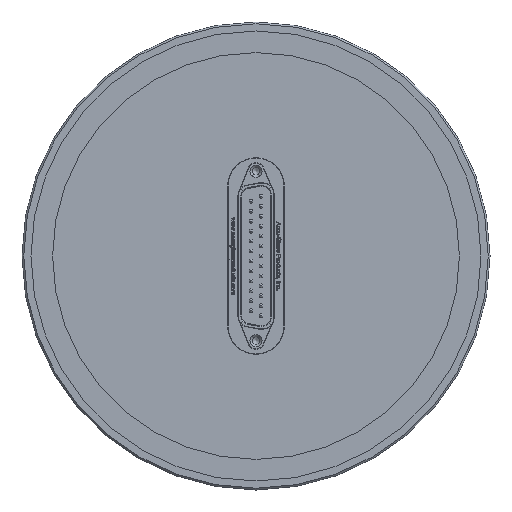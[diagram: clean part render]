
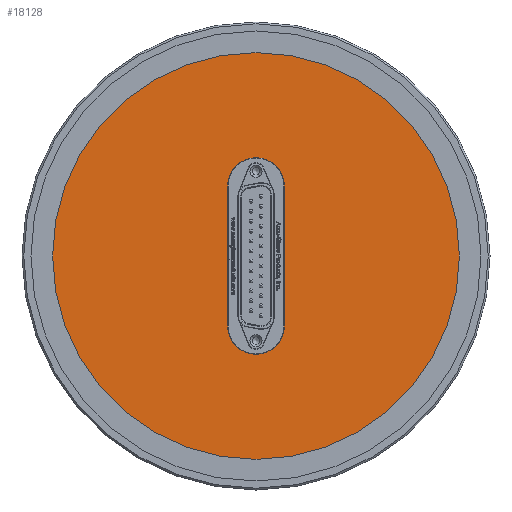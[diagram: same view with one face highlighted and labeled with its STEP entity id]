
A CAD part, left-side view. The second image highlights one B-rep face of the part: STEP entity #18128.
In plain terms, the highlighted planar face has unit normal (-1, 0, 0).
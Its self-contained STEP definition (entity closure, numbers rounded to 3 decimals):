
#1591=FACE_BOUND('',#3352,.T.);
#1811=CIRCLE('',#19225,7.874);
#1813=CIRCLE('',#19229,7.874);
#1825=CIRCLE('',#19251,56.5);
#2261=FACE_OUTER_BOUND('',#3351,.T.);
#3351=EDGE_LOOP('',(#12151));
#3352=EDGE_LOOP('',(#12152,#12153,#12154,#12155));
#4599=LINE('',#23367,#6013);
#4604=LINE('',#23381,#6018);
#6013=VECTOR('',#20136,10.);
#6018=VECTOR('',#20149,10.);
#7427=VERTEX_POINT('',#23365);
#7428=VERTEX_POINT('',#23366);
#7431=VERTEX_POINT('',#23374);
#7433=VERTEX_POINT('',#23380);
#7445=VERTEX_POINT('',#23418);
#9328=EDGE_CURVE('',#7427,#7428,#4599,.T.);
#9332=EDGE_CURVE('',#7428,#7431,#1811,.T.);
#9335=EDGE_CURVE('',#7431,#7433,#4604,.T.);
#9338=EDGE_CURVE('',#7433,#7427,#1813,.T.);
#9350=EDGE_CURVE('',#7445,#7445,#1825,.T.);
#12151=ORIENTED_EDGE('',*,*,#9350,.T.);
#12152=ORIENTED_EDGE('',*,*,#9335,.T.);
#12153=ORIENTED_EDGE('',*,*,#9338,.T.);
#12154=ORIENTED_EDGE('',*,*,#9328,.T.);
#12155=ORIENTED_EDGE('',*,*,#9332,.T.);
#17694=PLANE('',#19252);
#18128=ADVANCED_FACE('',(#2261,#1591),#17694,.T.);
#19225=AXIS2_PLACEMENT_3D('',#23375,#20142,#20143);
#19229=AXIS2_PLACEMENT_3D('',#23386,#20154,#20155);
#19251=AXIS2_PLACEMENT_3D('',#23419,#20198,#20199);
#19252=AXIS2_PLACEMENT_3D('',#23420,#20200,#20201);
#20136=DIRECTION('',(0.,0.,-1.));
#20142=DIRECTION('center_axis',(1.,0.,0.));
#20143=DIRECTION('ref_axis',(0.,1.,0.));
#20149=DIRECTION('',(0.,0.,1.));
#20154=DIRECTION('center_axis',(1.,0.,0.));
#20155=DIRECTION('ref_axis',(0.,-1.,0.));
#20198=DIRECTION('center_axis',(-1.,0.,0.));
#20199=DIRECTION('ref_axis',(0.,0.,1.));
#20200=DIRECTION('center_axis',(-1.,0.,0.));
#20201=DIRECTION('ref_axis',(0.,0.,1.));
#23365=CARTESIAN_POINT('',(-12.,-7.874,19.419));
#23366=CARTESIAN_POINT('',(-12.,-7.874,-19.419));
#23367=CARTESIAN_POINT('',(-12.,-7.874,-9.709));
#23374=CARTESIAN_POINT('',(-12.,7.874,-19.419));
#23375=CARTESIAN_POINT('Origin',(-12.,0.,-19.419));
#23380=CARTESIAN_POINT('',(-12.,7.874,19.419));
#23381=CARTESIAN_POINT('',(-12.,7.874,9.709));
#23386=CARTESIAN_POINT('Origin',(-12.,0.,19.419));
#23418=CARTESIAN_POINT('',(-12.,0.,56.5));
#23419=CARTESIAN_POINT('Origin',(-12.,0.,0.));
#23420=CARTESIAN_POINT('Origin',(-12.,0.,0.));
